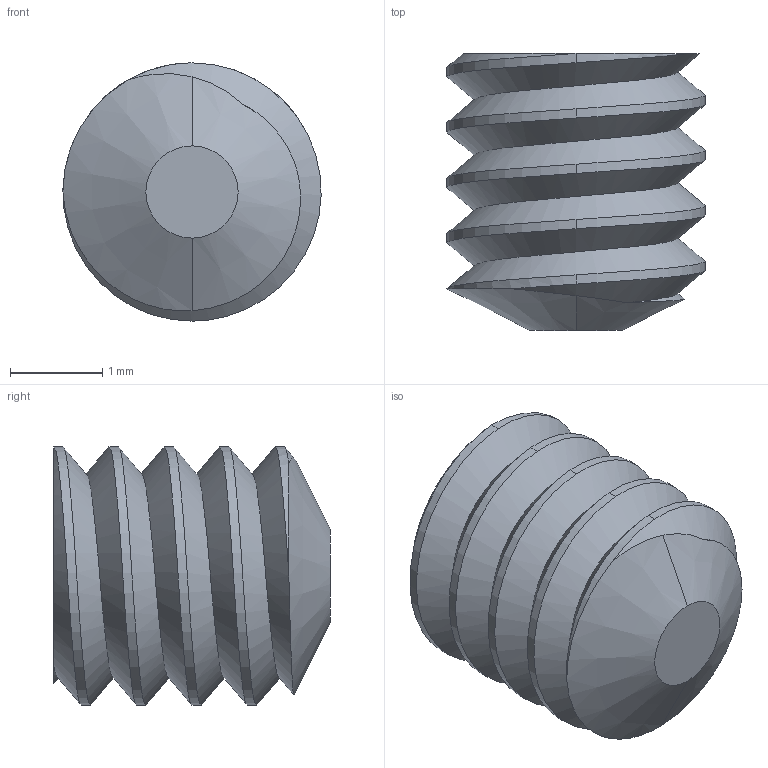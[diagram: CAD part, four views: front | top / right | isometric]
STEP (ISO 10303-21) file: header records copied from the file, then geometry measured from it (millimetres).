
FILE_DESCRIPTION (( 'STEP AP214' ), '1' );
FILE_NAME ('Tapper set bolt.STEP', '2022-02-11T12:49:50', ( '' ), ( '' ), 'SwSTEP 2.0', 'SolidWorks 2016', '' );
FILE_SCHEMA (( 'AUTOMOTIVE_DESIGN' ));
Length unit declared in the file: millimetre
Products named in the file (2): Tapper set bolt
Bounding box: 2.8 x 3 x 2.8 mm (x, y, z)
Volume: 12.5 mm3; surface area: 46.6 mm2
Topology: 1 solids, 1 shells, 23 faces, 59 edges, 39 vertices
Faces by surface type: cylinder 10, plane 9, cone 2, bspline 2
Entity records: 1482 total; most frequent: CARTESIAN_POINT 947, ORIENTED_EDGE 118, DIRECTION 83, EDGE_CURVE 59, VERTEX_POINT 39, LINE 29, VECTOR 29, AXIS2_PLACEMENT_3D 27
